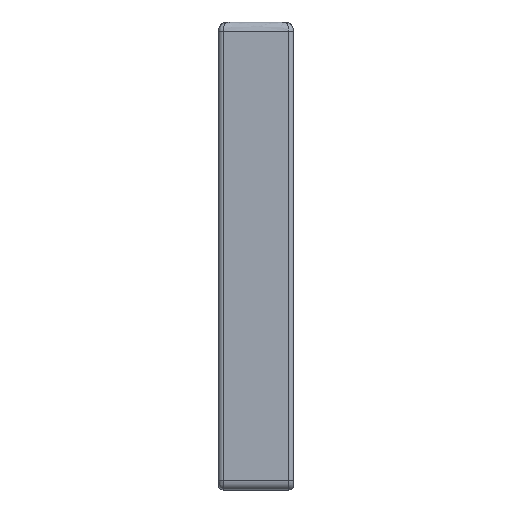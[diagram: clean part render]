
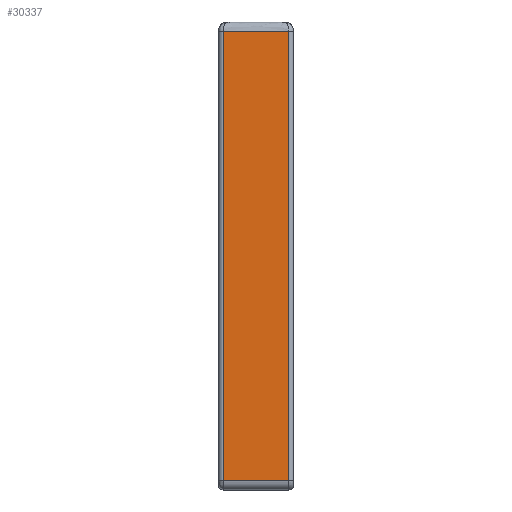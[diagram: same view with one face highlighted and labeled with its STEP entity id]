
A CAD part, left-side view. The second image highlights one B-rep face of the part: STEP entity #30337.
In plain terms, the highlighted free-form (B-spline) face has degree [1, 1] with [2, 2] control points.
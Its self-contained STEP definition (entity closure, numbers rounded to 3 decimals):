
#30337 = ADVANCED_FACE('',(#30338),#30368,.T.);
#30338 = FACE_BOUND('',#30339,.T.);
#30339 = EDGE_LOOP('',(#30340,#30349,#30356,#30363));
#30340 = ORIENTED_EDGE('',*,*,#30341,.F.);
#30341 = EDGE_CURVE('',#30342,#30344,#30346,.T.);
#30342 = VERTEX_POINT('',#30343);
#30343 = CARTESIAN_POINT('',(-18.236,-2.566,
    -17.503));
#30344 = VERTEX_POINT('',#30345);
#30345 = CARTESIAN_POINT('',(-18.236,2.566,
    -17.503));
#30346 = B_SPLINE_CURVE_WITH_KNOTS('',1,(#30347,#30348),.UNSPECIFIED.,
  .F.,.F.,(2,2),(0.25,3.75),.PIECEWISE_BEZIER_KNOTS.);
#30347 = CARTESIAN_POINT('',(-18.236,-2.566,
    -17.503));
#30348 = CARTESIAN_POINT('',(-18.236,2.566,
    -17.503));
#30349 = ORIENTED_EDGE('',*,*,#30350,.T.);
#30350 = EDGE_CURVE('',#30342,#30351,#30353,.T.);
#30351 = VERTEX_POINT('',#30352);
#30352 = CARTESIAN_POINT('',(-18.236,-2.566,
    17.503));
#30353 = B_SPLINE_CURVE_WITH_KNOTS('',1,(#30354,#30355),.UNSPECIFIED.,
  .F.,.F.,(2,2),(-24.37,-0.5),.PIECEWISE_BEZIER_KNOTS.);
#30354 = CARTESIAN_POINT('',(-18.236,-2.566,
    -17.503));
#30355 = CARTESIAN_POINT('',(-18.236,-2.566,
    17.503));
#30356 = ORIENTED_EDGE('',*,*,#30357,.T.);
#30357 = EDGE_CURVE('',#30351,#30358,#30360,.T.);
#30358 = VERTEX_POINT('',#30359);
#30359 = CARTESIAN_POINT('',(-18.236,2.566,
    17.503));
#30360 = B_SPLINE_CURVE_WITH_KNOTS('',1,(#30361,#30362),.UNSPECIFIED.,
  .F.,.F.,(2,2),(0.25,3.75),.PIECEWISE_BEZIER_KNOTS.);
#30361 = CARTESIAN_POINT('',(-18.236,-2.566,
    17.503));
#30362 = CARTESIAN_POINT('',(-18.236,2.566,
    17.503));
#30363 = ORIENTED_EDGE('',*,*,#30364,.F.);
#30364 = EDGE_CURVE('',#30344,#30358,#30365,.T.);
#30365 = B_SPLINE_CURVE_WITH_KNOTS('',1,(#30366,#30367),.UNSPECIFIED.,
  .F.,.F.,(2,2),(-24.37,-0.5),.PIECEWISE_BEZIER_KNOTS.);
#30366 = CARTESIAN_POINT('',(-18.236,2.566,
    -17.503));
#30367 = CARTESIAN_POINT('',(-18.236,2.566,
    17.503));
#30368 = B_SPLINE_SURFACE_WITH_KNOTS('',1,1,(
    (#30369,#30370)
    ,(#30371,#30372
    )),.UNSPECIFIED.,.F.,.F.,.F.,(2,2),(2,2),(-24.37,-0.5),(0.25,3.75),
  .PIECEWISE_BEZIER_KNOTS.);
#30369 = CARTESIAN_POINT('',(-18.236,-2.566,
    -17.503));
#30370 = CARTESIAN_POINT('',(-18.236,2.566,
    -17.503));
#30371 = CARTESIAN_POINT('',(-18.236,-2.566,
    17.503));
#30372 = CARTESIAN_POINT('',(-18.236,2.566,
    17.503));
